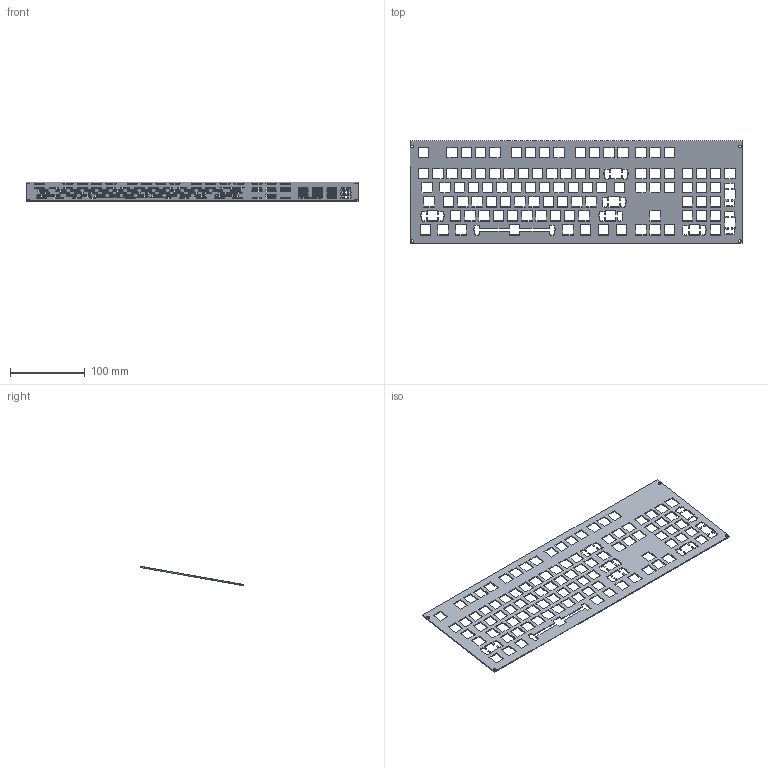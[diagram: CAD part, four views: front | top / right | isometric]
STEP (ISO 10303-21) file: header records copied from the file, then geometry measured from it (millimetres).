
FILE_DESCRIPTION(/* description */ ('KiCad electronic assembly'),/* implementation_level */ '2;1');
FILE_NAME(/* name */ 'Plate.step',/* time_stamp */ '2025-06-12T09:28:53-07:00',/* author */ (''),/* organization */ (''),/* preprocessor_version */ 'ST-DEVELOPER v20.1',/* originating_system */ 'Autodesk Translation Framework v14.10.0.0',/* authorisation */ '');
FILE_SCHEMA (('AUTOMOTIVE_DESIGN { 1 0 10303 214 3 1 1 }'));
Length unit declared in the file: millimetre
Products named in the file (1): Full Keyboard 1
Bounding box: 443.82 x 137.07 x 25.6 mm (x, y, z)
Volume: 58943.5 mm3; surface area: 90277.2 mm2
Topology: 1 solids, 1 shells, 746 faces, 2232 edges, 1488 vertices
Faces by surface type: plane 742, cylinder 4
Full cylindrical faces by diameter (mm): 4 x4
Entity records: 25038 total; most frequent: CARTESIAN_POINT 4467, ORIENTED_EDGE 4464, DIRECTION 3734, EDGE_CURVE 2232, LINE 2224, VECTOR 2224, VERTEX_POINT 1488, EDGE_LOOP 962
